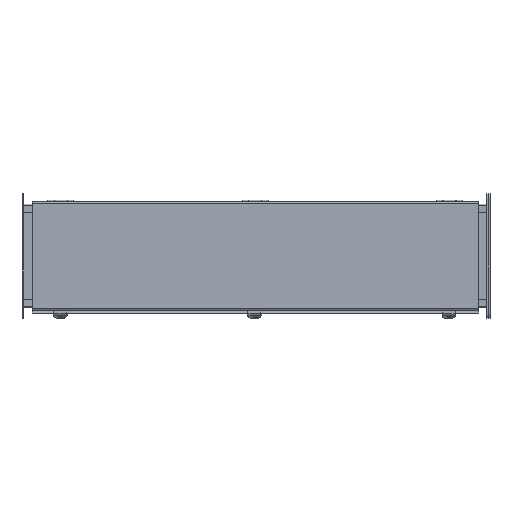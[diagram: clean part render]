
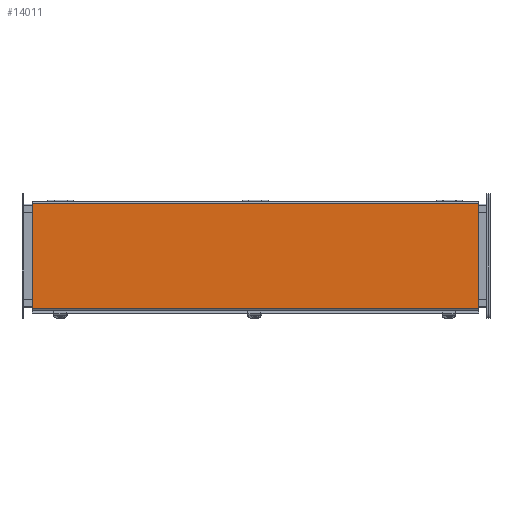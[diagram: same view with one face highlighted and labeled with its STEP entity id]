
A CAD part, top view. The second image highlights one B-rep face of the part: STEP entity #14011.
In plain terms, the highlighted planar face has unit normal (0, 0, 1).
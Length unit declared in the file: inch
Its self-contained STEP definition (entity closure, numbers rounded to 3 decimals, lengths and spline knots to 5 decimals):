
#603 = DIRECTION ( 'NONE',  ( 1., 0., 0. ) ) ;
#666 = VECTOR ( 'NONE', #11859, 39.37008 ) ;
#702 = CARTESIAN_POINT ( 'NONE',  ( -17.218, -4.1885, 8.172 ) ) ;
#887 = PLANE ( 'NONE',  #15172 ) ;
#1804 = ORIENTED_EDGE ( 'NONE', *, *, #4072, .T. ) ;
#1949 = ORIENTED_EDGE ( 'NONE', *, *, #9233, .T. ) ;
#2334 = FACE_OUTER_BOUND ( 'NONE', #14579, .T. ) ;
#3350 = VERTEX_POINT ( 'NONE', #11685 ) ;
#3751 = EDGE_CURVE ( 'NONE', #10757, #3350, #10225, .T. ) ;
#4072 = EDGE_CURVE ( 'NONE', #14603, #6601, #6704, .T. ) ;
#4794 = LINE ( 'NONE', #6429, #6081 ) ;
#5854 = CARTESIAN_POINT ( 'NONE',  ( -17.218, 4.0785, 8.172 ) ) ;
#6024 = ORIENTED_EDGE ( 'NONE', *, *, #3751, .T. ) ;
#6081 = VECTOR ( 'NONE', #7990, 39.37008 ) ;
#6429 = CARTESIAN_POINT ( 'NONE',  ( -17.218, -4.0805, 8.172 ) ) ;
#6601 = VERTEX_POINT ( 'NONE', #14947 ) ;
#6611 = DIRECTION ( 'NONE',  ( 0., 0., 1. ) ) ;
#6704 = LINE ( 'NONE', #702, #13043 ) ;
#7585 = CARTESIAN_POINT ( 'NONE',  ( 17.25, -4.1885, 8.172 ) ) ;
#7990 = DIRECTION ( 'NONE',  ( 1., 0., 0. ) ) ;
#8259 = DIRECTION ( 'NONE',  ( 0., -1., 0. ) ) ;
#9233 = EDGE_CURVE ( 'NONE', #3350, #14603, #19126, .T. ) ;
#9318 = EDGE_CURVE ( 'NONE', #6601, #10757, #4794, .T. ) ;
#9633 = CARTESIAN_POINT ( 'NONE',  ( -17.218, -4.1885, 8.172 ) ) ;
#10225 = LINE ( 'NONE', #7585, #666 ) ;
#10757 = VERTEX_POINT ( 'NONE', #15503 ) ;
#11685 = CARTESIAN_POINT ( 'NONE',  ( 17.25, 4.0785, 8.172 ) ) ;
#11859 = DIRECTION ( 'NONE',  ( 0., 1., 0. ) ) ;
#13043 = VECTOR ( 'NONE', #8259, 39.37008 ) ;
#13211 = VECTOR ( 'NONE', #14762, 39.37008 ) ;
#14011 = ADVANCED_FACE ( 'NONE', ( #2334 ), #887, .T. ) ;
#14579 = EDGE_LOOP ( 'NONE', ( #1804, #16292, #6024, #1949 ) ) ;
#14603 = VERTEX_POINT ( 'NONE', #17146 ) ;
#14762 = DIRECTION ( 'NONE',  ( -1., 0., 0. ) ) ;
#14947 = CARTESIAN_POINT ( 'NONE',  ( -17.218, -4.0805, 8.172 ) ) ;
#15172 = AXIS2_PLACEMENT_3D ( 'NONE', #9633, #6611, #603 ) ;
#15503 = CARTESIAN_POINT ( 'NONE',  ( 17.25, -4.0805, 8.172 ) ) ;
#16292 = ORIENTED_EDGE ( 'NONE', *, *, #9318, .T. ) ;
#17146 = CARTESIAN_POINT ( 'NONE',  ( -17.218, 4.0785, 8.172 ) ) ;
#19126 = LINE ( 'NONE', #5854, #13211 ) ;
